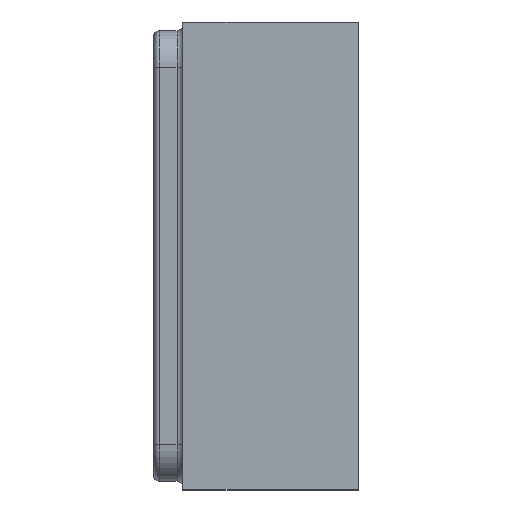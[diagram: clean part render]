
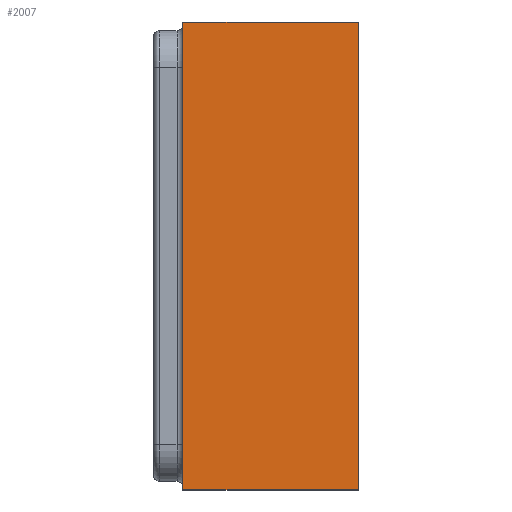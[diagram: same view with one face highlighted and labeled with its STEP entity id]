
A CAD part, left-side view. The second image highlights one B-rep face of the part: STEP entity #2007.
In plain terms, the highlighted planar face has unit normal (-1, 0, 0).
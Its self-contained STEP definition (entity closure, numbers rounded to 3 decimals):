
#158 = DIRECTION ( 'NONE',  ( 0., 0., 1. ) ) ;
#270 = CARTESIAN_POINT ( 'NONE',  ( -1., 0.3, -0.8 ) ) ;
#304 = DIRECTION ( 'NONE',  ( 0., -1., 0. ) ) ;
#517 = VERTEX_POINT ( 'NONE', #4496 ) ;
#691 = LINE ( 'NONE', #2675, #1027 ) ;
#706 = VERTEX_POINT ( 'NONE', #2531 ) ;
#861 = EDGE_LOOP ( 'NONE', ( #3720, #4881, #3731, #2673 ) ) ;
#864 = LINE ( 'NONE', #4819, #1500 ) ;
#1027 = VECTOR ( 'NONE', #158, 1000. ) ;
#1299 = EDGE_CURVE ( 'NONE', #3301, #706, #3231, .T. ) ;
#1406 = CARTESIAN_POINT ( 'NONE',  ( -1., 0.3, -0.8 ) ) ;
#1493 = CARTESIAN_POINT ( 'NONE',  ( -1., -0.3, -0.8 ) ) ;
#1500 = VECTOR ( 'NONE', #304, 1000. ) ;
#1703 = DIRECTION ( 'NONE',  ( 0., 0., -1. ) ) ;
#1716 = CARTESIAN_POINT ( 'NONE',  ( -1., -0.3, -0.8 ) ) ;
#2007 = ADVANCED_FACE ( 'NONE', ( #2558 ), #3224, .F. ) ;
#2308 = EDGE_CURVE ( 'NONE', #517, #706, #2335, .T. ) ;
#2335 = LINE ( 'NONE', #4265, #5132 ) ;
#2531 = CARTESIAN_POINT ( 'NONE',  ( -1., -0.3, 0.8 ) ) ;
#2558 = FACE_OUTER_BOUND ( 'NONE', #861, .T. ) ;
#2673 = ORIENTED_EDGE ( 'NONE', *, *, #3877, .T. ) ;
#2675 = CARTESIAN_POINT ( 'NONE',  ( -1., 0.3, -0.8 ) ) ;
#3124 = AXIS2_PLACEMENT_3D ( 'NONE', #1406, #4948, #1703 ) ;
#3224 = PLANE ( 'NONE',  #3124 ) ;
#3231 = LINE ( 'NONE', #1493, #5211 ) ;
#3301 = VERTEX_POINT ( 'NONE', #1716 ) ;
#3720 = ORIENTED_EDGE ( 'NONE', *, *, #1299, .T. ) ;
#3731 = ORIENTED_EDGE ( 'NONE', *, *, #3837, .F. ) ;
#3837 = EDGE_CURVE ( 'NONE', #4911, #517, #691, .T. ) ;
#3877 = EDGE_CURVE ( 'NONE', #4911, #3301, #864, .T. ) ;
#4005 = DIRECTION ( 'NONE',  ( 0., -1., 0. ) ) ;
#4265 = CARTESIAN_POINT ( 'NONE',  ( -1., 0.3, 0.8 ) ) ;
#4496 = CARTESIAN_POINT ( 'NONE',  ( -1., 0.3, 0.8 ) ) ;
#4819 = CARTESIAN_POINT ( 'NONE',  ( -1., 0.3, -0.8 ) ) ;
#4881 = ORIENTED_EDGE ( 'NONE', *, *, #2308, .F. ) ;
#4911 = VERTEX_POINT ( 'NONE', #270 ) ;
#4948 = DIRECTION ( 'NONE',  ( 1., 0., 0. ) ) ;
#5132 = VECTOR ( 'NONE', #4005, 1000. ) ;
#5211 = VECTOR ( 'NONE', #5294, 1000. ) ;
#5294 = DIRECTION ( 'NONE',  ( 0., 0., 1. ) ) ;
